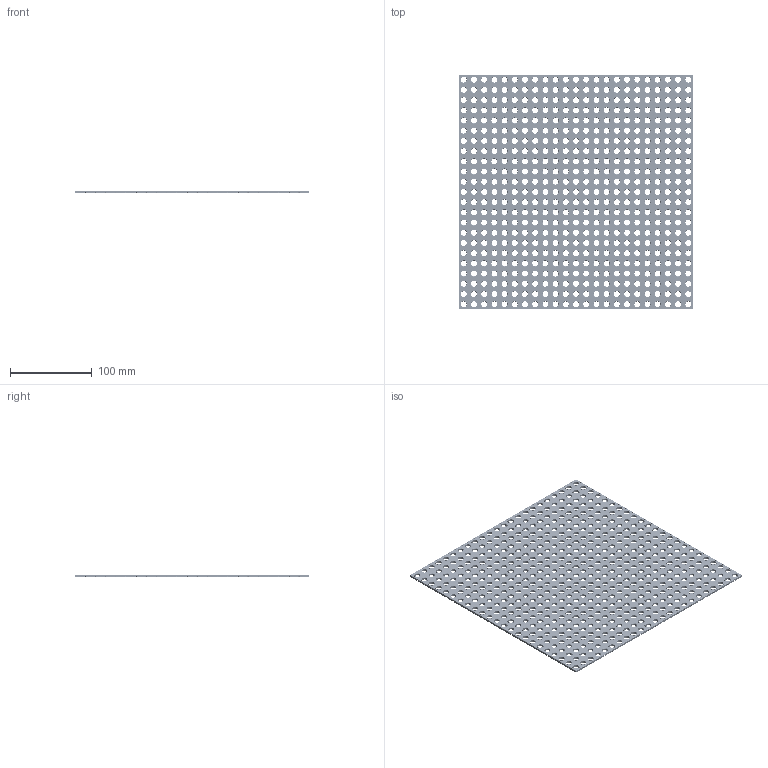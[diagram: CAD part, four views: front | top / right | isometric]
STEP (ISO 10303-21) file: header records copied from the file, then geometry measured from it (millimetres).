
FILE_DESCRIPTION(('FreeCAD Model'),'2;1');
FILE_NAME('Open CASCADE Shape Model','2024-02-25T17:20:17',(''),(''), 'Open CASCADE STEP processor 7.6','FreeCAD','Unknown');
FILE_SCHEMA(('AUTOMOTIVE_DESIGN { 1 0 10303 214 1 1 1 1 }'));
Products named in the file (1): Plate SQR CRNS BU23x00.25 - SPN-PLT-0082 (stemfie.org)
Bounding box: 287.5 x 287.5 x 3.12 mm (x, y, z)
Volume: 181448.4 mm3; surface area: 166206.3 mm2
Topology: 1 solids, 1 shells, 4623 faces, 11108 edges, 7050 vertices
Faces by surface type: plane 1727, cylinder 1674, cone 1058, extrusion 164
Full cylindrical faces by diameter (mm): 7 x529, 9.2 x529
Entity records: 285002 total; most frequent: CARTESIAN_POINT 54956, DIRECTION 44404, VECTOR 24382, LINE 24218, ORIENTED_EDGE 22216, PCURVE 22216, DEFINITIONAL_REPRESENTATION 22216, EDGE_CURVE 11108
